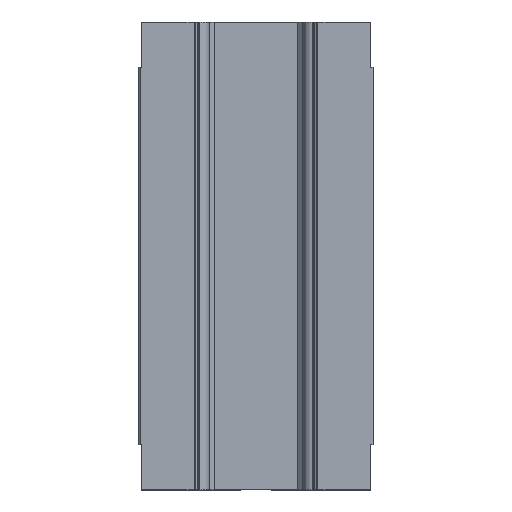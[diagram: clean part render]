
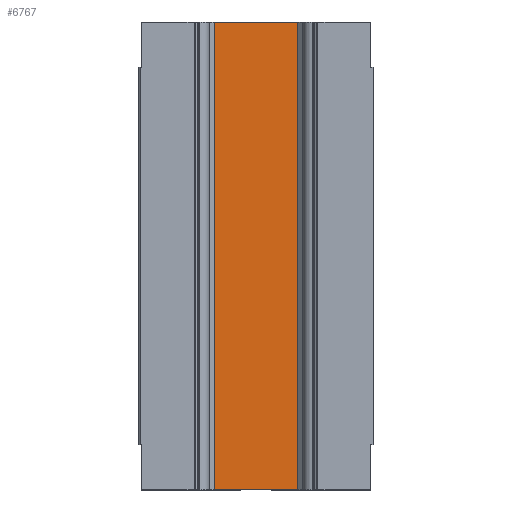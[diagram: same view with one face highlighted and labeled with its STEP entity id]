
A CAD part, front view. The second image highlights one B-rep face of the part: STEP entity #6767.
In plain terms, the highlighted planar face has unit normal (0, -1, 0).
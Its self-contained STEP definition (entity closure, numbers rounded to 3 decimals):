
#1673 = EDGE_CURVE ( 'NONE', #6505, #6447, #10151, .T. ) ;
#1804 = CARTESIAN_POINT ( 'NONE',  ( -20.5, 13.6, -85.7 ) ) ;
#2239 = CARTESIAN_POINT ( 'NONE',  ( 20.5, 13.6, -85.75 ) ) ;
#2240 = PLANE ( 'NONE',  #8369 ) ;
#2242 = DIRECTION ( 'NONE',  ( 0., 1., 0. ) ) ;
#2243 = DIRECTION ( 'NONE',  ( -1., 0., 0. ) ) ;
#3722 = CARTESIAN_POINT ( 'NONE',  ( 0., 13.6, -85.7 ) ) ;
#3728 = DIRECTION ( 'NONE',  ( 1., 0., 0. ) ) ;
#4813 = CARTESIAN_POINT ( 'NONE',  ( 20.5, 13.6, 85.7 ) ) ;
#4902 = CARTESIAN_POINT ( 'NONE',  ( -20.5, 13.6, 85.7 ) ) ;
#5075 = CARTESIAN_POINT ( 'NONE',  ( 20.5, 13.6, -85.7 ) ) ;
#5440 = CARTESIAN_POINT ( 'NONE',  ( 0., 13.6, 85.7 ) ) ;
#5441 = DIRECTION ( 'NONE',  ( -1., 0., 0. ) ) ;
#6185 = VERTEX_POINT ( 'NONE', #4813 ) ;
#6274 = VERTEX_POINT ( 'NONE', #4902 ) ;
#6447 = VERTEX_POINT ( 'NONE', #5075 ) ;
#6505 = VERTEX_POINT ( 'NONE', #1804 ) ;
#6767 = ADVANCED_FACE ( 'NONE', ( #13450 ), #2240, .F. ) ;
#7336 = LINE ( 'NONE', #5440, #7342 ) ;
#7342 = VECTOR ( 'NONE', #5441, 1000. ) ;
#8120 = EDGE_CURVE ( 'NONE', #6505, #6274, #13660, .T. ) ;
#8279 = EDGE_CURVE ( 'NONE', #6447, #6185, #13934, .T. ) ;
#8369 = AXIS2_PLACEMENT_3D ( 'NONE', #2239, #2242, #2243 ) ;
#10117 = VECTOR ( 'NONE', #3728, 1000. ) ;
#10151 = LINE ( 'NONE', #3722, #10117 ) ;
#12049 = EDGE_CURVE ( 'NONE', #6185, #6274, #7336, .T. ) ;
#13450 = FACE_OUTER_BOUND ( 'NONE', #15846, .T. ) ;
#13660 = LINE ( 'NONE', #15056, #13661 ) ;
#13661 = VECTOR ( 'NONE', #15057, 1000. ) ;
#13934 = LINE ( 'NONE', #15665, #13935 ) ;
#13935 = VECTOR ( 'NONE', #15666, 1000. ) ;
#15056 = CARTESIAN_POINT ( 'NONE',  ( -20.5, 13.6, -85.75 ) ) ;
#15057 = DIRECTION ( 'NONE',  ( 0., 0., 1. ) ) ;
#15665 = CARTESIAN_POINT ( 'NONE',  ( 20.5, 13.6, -85.75 ) ) ;
#15666 = DIRECTION ( 'NONE',  ( 0., 0., 1. ) ) ;
#15846 = EDGE_LOOP ( 'NONE', ( #15995, #15993, #15991, #15989 ) ) ;
#15989 = ORIENTED_EDGE ( 'NONE', *, *, #8120, .F. ) ;
#15991 = ORIENTED_EDGE ( 'NONE', *, *, #12049, .T. ) ;
#15993 = ORIENTED_EDGE ( 'NONE', *, *, #8279, .T. ) ;
#15995 = ORIENTED_EDGE ( 'NONE', *, *, #1673, .T. ) ;
